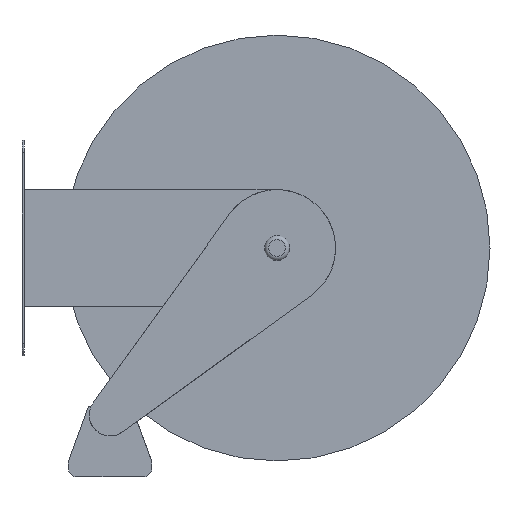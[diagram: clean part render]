
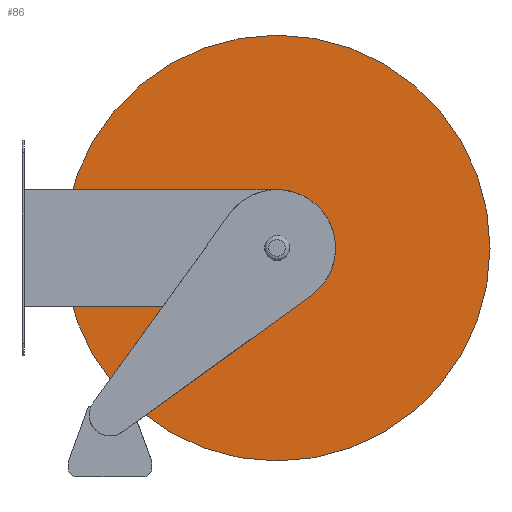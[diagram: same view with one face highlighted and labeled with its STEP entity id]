
A CAD part, left-side view. The second image highlights one B-rep face of the part: STEP entity #86.
In plain terms, the highlighted planar face has unit normal (-1, 0, 0).
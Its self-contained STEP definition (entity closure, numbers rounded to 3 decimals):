
#86 = ADVANCED_FACE( '', ( #221, #222 ), #223, .T. );
#221 = FACE_BOUND( '', #418, .T. );
#222 = FACE_OUTER_BOUND( '', #419, .T. );
#223 = PLANE( '', #420 );
#418 = EDGE_LOOP( '', ( #621 ) );
#419 = EDGE_LOOP( '', ( #622 ) );
#420 = AXIS2_PLACEMENT_3D( '', #623, #624, #625 );
#621 = ORIENTED_EDGE( '', *, *, #1117, .F. );
#622 = ORIENTED_EDGE( '', *, *, #1118, .T. );
#623 = CARTESIAN_POINT( '', ( -62.5, 0., 0. ) );
#624 = DIRECTION( '', ( -1., 0., 0. ) );
#625 = DIRECTION( '', ( 0., -1., 0. ) );
#1117 = EDGE_CURVE( '', #1320, #1320, #1321, .T. );
#1118 = EDGE_CURVE( '', #1322, #1322, #1323, .T. );
#1320 = VERTEX_POINT( '', #1614 );
#1321 = CIRCLE( '', #1615, 35. );
#1322 = VERTEX_POINT( '', #1616 );
#1323 = CIRCLE( '', #1617, 255. );
#1614 = CARTESIAN_POINT( '', ( -62.5, -35., 0. ) );
#1615 = AXIS2_PLACEMENT_3D( '', #1971, #1972, #1973 );
#1616 = CARTESIAN_POINT( '', ( -62.5, 255., 0. ) );
#1617 = AXIS2_PLACEMENT_3D( '', #1974, #1975, #1976 );
#1971 = CARTESIAN_POINT( '', ( -62.5, 0., 0. ) );
#1972 = DIRECTION( '', ( -1., 0., 0. ) );
#1973 = DIRECTION( '', ( 0., -1., 0. ) );
#1974 = CARTESIAN_POINT( '', ( -62.5, 0., 0. ) );
#1975 = DIRECTION( '', ( -1., 0., 0. ) );
#1976 = DIRECTION( '', ( 0., 1., 0. ) );
